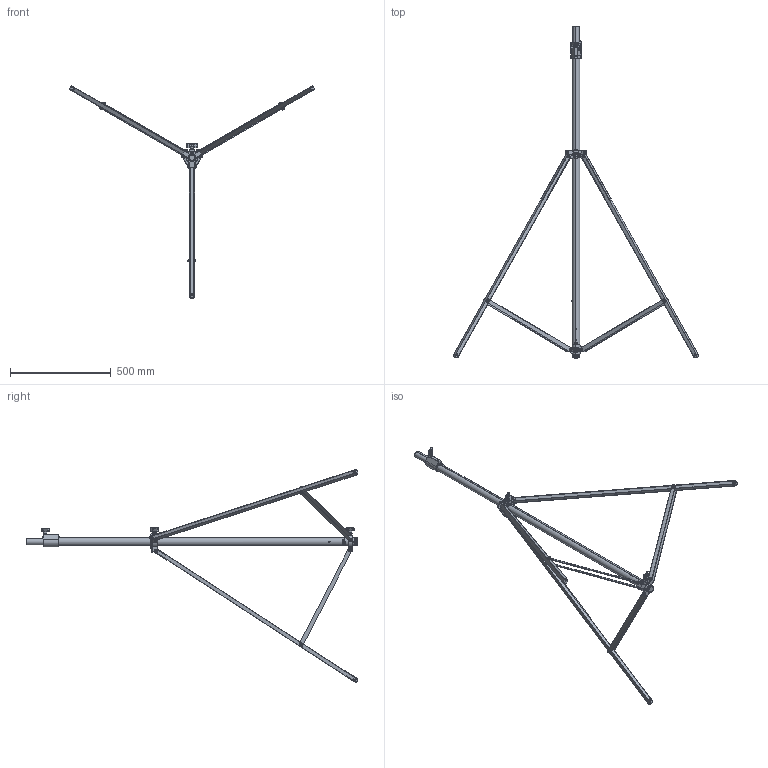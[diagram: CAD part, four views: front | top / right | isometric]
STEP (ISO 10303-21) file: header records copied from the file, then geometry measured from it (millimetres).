
FILE_DESCRIPTION (( 'STEP AP203' ), '1' );
FILE_NAME ('T51201.STEP', '2018-08-01T07:37:38', ( '' ), ( '' ), 'SwSTEP 2.0', 'SolidWorks 2016', '' );
FILE_SCHEMA (( 'CONFIG_CONTROL_DESIGN' ));
Length unit declared in the file: millimetre
Products named in the file (32): Plain Washer Form B_Doughty Fastners - Black_Bright washer BS 4320 - M6 (Form B); TH2721_TH2725; Spring Pin Slotted_HD_Doughty Fastners_Spring Pin ISO 8752 - 6 x 45St; T51201; TH2722; F629; socket set screw flat point_doughty fastners - stainless_BS 4168-2 - M8 x 8-S; TH1468_TH2552; Doughty Knob_S0140; TH085; TH1480; TH1440; TH2036; TH2720_TH2724; S0100; G2000 LABEL_T51201 LABEL; TH2727; TH2028_TH2028; TH1477; Hex Screw GradeC_Doughty Fastners - Black_ISO 4018 - M6 x 35-WC; Hex Bolt GradeC_Doughty Fastners - Black_ISO 4016 - M6 x 40 x 18-WN; Binx Nut_M6 BLK; TH1441; TH1467_TH1467; Spring Pin Slotted_HD_Doughty Fastners_Spring Pin ISO 8752 - 6 x 32St; S0104; TH1483; S0105; TH2719_TH2723; S0200; TH2726; TH1476
Assembly tree (70 placements, depth 4):
  T51201
    TH2719_TH2723
      TH2726
      Spring Pin Slotted_HD_Doughty Fastners_Spring Pin ISO 8752 - 6 x 45St
    TH1477
      TH1441
        TH2036
      F629
    TH1476
      TH1440
      F629
    TH1468_TH2552
      TH1467_TH1467
        TH2028_TH2028
      F629
    TH2720_TH2724
      TH2727
      Spring Pin Slotted_HD_Doughty Fastners_Spring Pin ISO 8752 - 6 x 32St
    S0200
    TH2722  x6
    TH2721_TH2725  x3
    S0104
    S0105
    TH1480
    TH1483
    S0100  x3
    TH085
    Doughty Knob_S0140  x3
    G2000 LABEL_T51201 LABEL
    socket set screw flat point_doughty fastners - stainless_BS 4168-2 - M8 x 8-S
    Plain Washer Form B_Doughty Fastners - Black_Bright washer BS 4320 - M6 (Form B)  x12
    Hex Screw GradeC_Doughty Fastners - Black_ISO 4018 - M6 x 35-WC  x6
    Hex Bolt GradeC_Doughty Fastners - Black_ISO 4016 - M6 x 40 x 18-WN  x3
    Binx Nut_M6 BLK  x9
Bounding box: 1216.68 x 1647.32 x 1054.51 mm (x, y, z)
Volume: 1486803.6 mm3; surface area: 1475204.9 mm2
Topology: 63 solids, 63 shells, 1932 faces, 4869 edges, 3161 vertices
Faces by surface type: plane 975, cylinder 587, torus 157, cone 154, bspline 57, sphere 2
Entity records: 41660 total; most frequent: CARTESIAN_POINT 14023, DIRECTION 4832, ORIENTED_EDGE 4822, EDGE_CURVE 2411, AXIS2_PLACEMENT_3D 1721, VERTEX_POINT 1573, LINE 1390, VECTOR 1390
